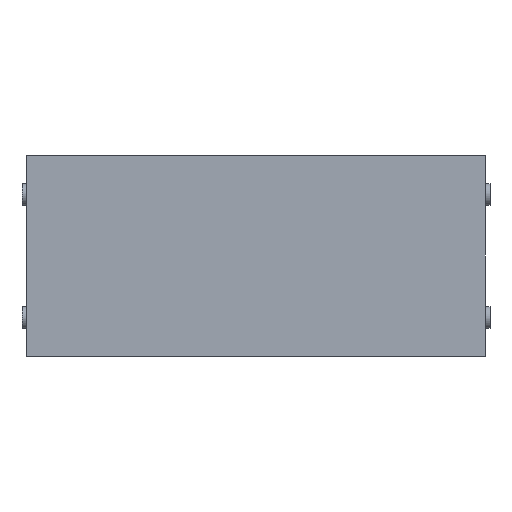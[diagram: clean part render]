
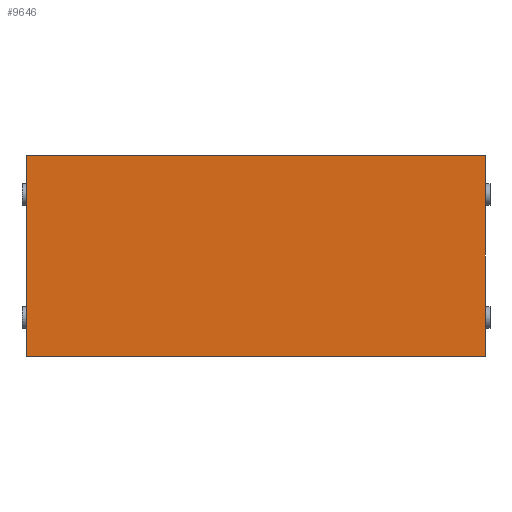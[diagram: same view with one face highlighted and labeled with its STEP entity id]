
A CAD part, front view. The second image highlights one B-rep face of the part: STEP entity #9646.
In plain terms, the highlighted planar face has unit normal (0, -1, 0).
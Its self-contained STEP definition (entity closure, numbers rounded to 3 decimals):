
#100 = ORIENTED_EDGE ( 'NONE', *, *, #3670, .T. ) ;
#106 = CARTESIAN_POINT ( 'NONE',  ( 149., -20., -65. ) ) ;
#752 = CARTESIAN_POINT ( 'NONE',  ( -149., -20., 65. ) ) ;
#894 = EDGE_LOOP ( 'NONE', ( #37463, #1377, #31911, #100 ) ) ;
#1037 = DIRECTION ( 'NONE',  ( 0., -1., 0. ) ) ;
#1377 = ORIENTED_EDGE ( 'NONE', *, *, #2048, .T. ) ;
#1923 = VECTOR ( 'NONE', #3319, 1000. ) ;
#2048 = EDGE_CURVE ( 'NONE', #26279, #36150, #10204, .T. ) ;
#3319 = DIRECTION ( 'NONE',  ( 0., 0., 1. ) ) ;
#3670 = EDGE_CURVE ( 'NONE', #34153, #29823, #18875, .T. ) ;
#5730 = CARTESIAN_POINT ( 'NONE',  ( -149., -20., 65. ) ) ;
#5835 = VECTOR ( 'NONE', #33194, 1000. ) ;
#5969 = EDGE_CURVE ( 'NONE', #36150, #34153, #14212, .T. ) ;
#7507 = EDGE_CURVE ( 'NONE', #29823, #26279, #25987, .T. ) ;
#7811 = VECTOR ( 'NONE', #13252, 1000. ) ;
#7929 = CARTESIAN_POINT ( 'NONE',  ( 149., -20., 65. ) ) ;
#9646 = ADVANCED_FACE ( 'NONE', ( #26833 ), #12296, .T. ) ;
#9911 = VECTOR ( 'NONE', #17377, 1000. ) ;
#10204 = LINE ( 'NONE', #30639, #7811 ) ;
#11914 = CARTESIAN_POINT ( 'NONE',  ( 149., -20., 65. ) ) ;
#12296 = PLANE ( 'NONE',  #17928 ) ;
#12671 = DIRECTION ( 'NONE',  ( 0., 0., -1. ) ) ;
#13252 = DIRECTION ( 'NONE',  ( 1., 0., 0. ) ) ;
#14212 = LINE ( 'NONE', #11914, #1923 ) ;
#17377 = DIRECTION ( 'NONE',  ( 0., 0., -1. ) ) ;
#17775 = CARTESIAN_POINT ( 'NONE',  ( -149., -20., 65. ) ) ;
#17928 = AXIS2_PLACEMENT_3D ( 'NONE', #21089, #1037, #12671 ) ;
#18875 = LINE ( 'NONE', #752, #5835 ) ;
#21020 = CARTESIAN_POINT ( 'NONE',  ( -149., -20., -65. ) ) ;
#21089 = CARTESIAN_POINT ( 'NONE',  ( 0., -20., 0. ) ) ;
#25987 = LINE ( 'NONE', #5730, #9911 ) ;
#26279 = VERTEX_POINT ( 'NONE', #21020 ) ;
#26833 = FACE_OUTER_BOUND ( 'NONE', #894, .T. ) ;
#29823 = VERTEX_POINT ( 'NONE', #17775 ) ;
#30639 = CARTESIAN_POINT ( 'NONE',  ( -149., -20., -65. ) ) ;
#31911 = ORIENTED_EDGE ( 'NONE', *, *, #5969, .T. ) ;
#33194 = DIRECTION ( 'NONE',  ( -1., 0., 0. ) ) ;
#34153 = VERTEX_POINT ( 'NONE', #7929 ) ;
#36150 = VERTEX_POINT ( 'NONE', #106 ) ;
#37463 = ORIENTED_EDGE ( 'NONE', *, *, #7507, .T. ) ;
